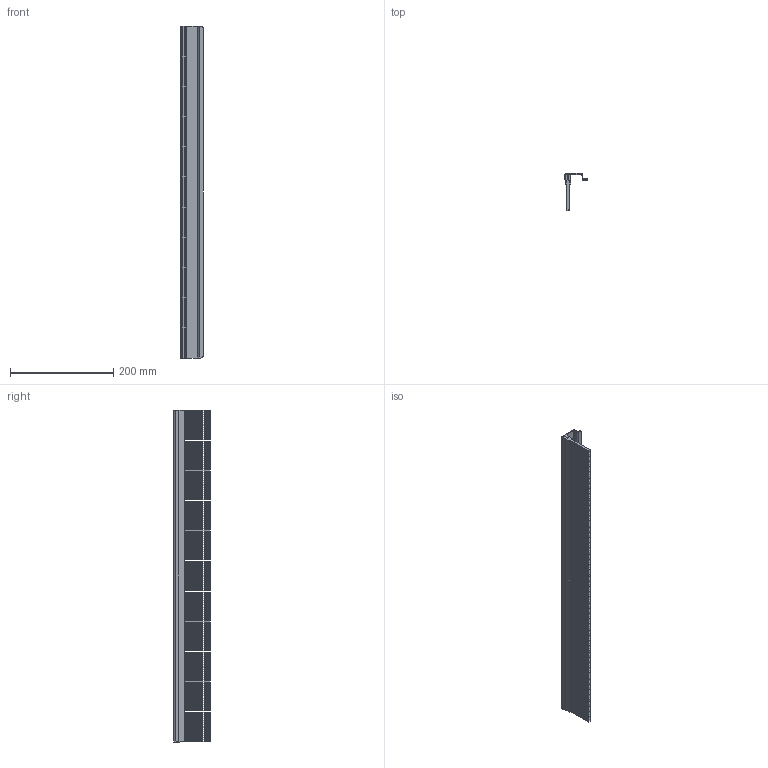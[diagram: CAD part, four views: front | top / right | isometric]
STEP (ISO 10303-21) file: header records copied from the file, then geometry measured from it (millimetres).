
FILE_DESCRIPTION (( 'STEP AP214' ), '1' );
FILE_NAME ('923.901.STEP', '2024-09-18T10:26:50', ( '' ), ( '' ), 'SwSTEP 2.0', 'SolidWorks 2021', '' );
FILE_SCHEMA (( 'AUTOMOTIVE_DESIGN' ));
Length unit declared in the file: millimetre
Products named in the file (3): 923.900.001; Ùåòêà W900; 923.901
Assembly tree (2 placements, depth 2):
  923.901
    923.900.001
    Ùåòêà W900
Bounding box: 43.5 x 70.5 x 642 mm (x, y, z)
Volume: 235698.5 mm3; surface area: 257310.3 mm2
Topology: 2 solids, 2 shells, 1334 faces, 3326 edges, 1996 vertices
Faces by surface type: plane 1318, cylinder 16
Entity records: 38134 total; most frequent: CARTESIAN_POINT 6661, ORIENTED_EDGE 6652, DIRECTION 6036, EDGE_CURVE 3326, LINE 3294, VECTOR 3294, VERTEX_POINT 1996, AXIS2_PLACEMENT_3D 1371
